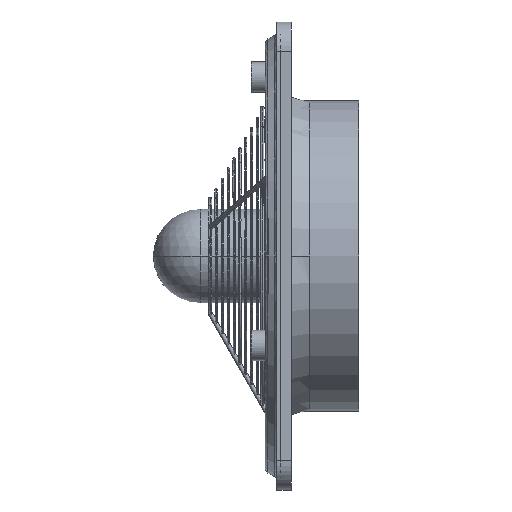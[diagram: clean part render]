
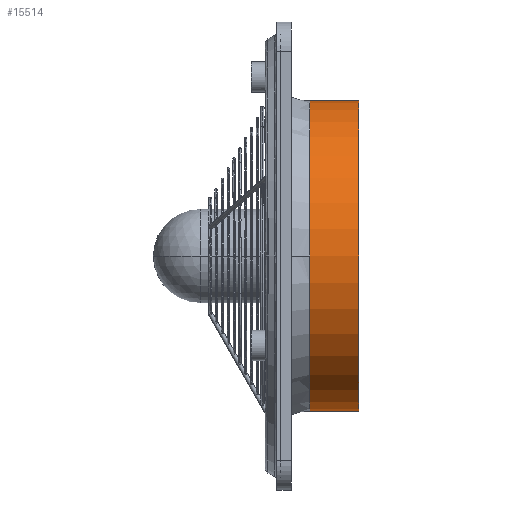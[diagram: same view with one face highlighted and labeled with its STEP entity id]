
A CAD part, front view. The second image highlights one B-rep face of the part: STEP entity #15514.
In plain terms, the highlighted cylindrical face has radius 132.5 mm (diameter 265 mm), a partial arc.
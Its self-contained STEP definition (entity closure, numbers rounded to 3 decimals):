
#176 = AXIS2_PLACEMENT_3D ( 'NONE', #20128, #5376, #5302 ) ;
#219 = CARTESIAN_POINT ( 'NONE',  ( 63.1, -85.561, 0. ) ) ;
#333 = VERTEX_POINT ( 'NONE', #21225 ) ;
#1138 = CARTESIAN_POINT ( 'NONE',  ( 63.1, -85.561, -132.5 ) ) ;
#1611 = CYLINDRICAL_SURFACE ( 'NONE', #16124, 132.5 ) ;
#2208 = AXIS2_PLACEMENT_3D ( 'NONE', #15004, #18080, #11485 ) ;
#4281 = CARTESIAN_POINT ( 'NONE',  ( 105.1, -85.561, 132.5 ) ) ;
#5215 = CARTESIAN_POINT ( 'NONE',  ( 63.1, -85.561, 132.5 ) ) ;
#5302 = DIRECTION ( 'NONE',  ( 0., -1., 0. ) ) ;
#5376 = DIRECTION ( 'NONE',  ( 1., 0., 0. ) ) ;
#7035 = ORIENTED_EDGE ( 'NONE', *, *, #16461, .T. ) ;
#7180 = ORIENTED_EDGE ( 'NONE', *, *, #13485, .T. ) ;
#7194 = VERTEX_POINT ( 'NONE', #1138 ) ;
#7516 = AXIS2_PLACEMENT_3D ( 'NONE', #219, #8386, #14523 ) ;
#8386 = DIRECTION ( 'NONE',  ( 1., 0., 0. ) ) ;
#8435 = CARTESIAN_POINT ( 'NONE',  ( 84.1, -85.561, 0. ) ) ;
#8936 = EDGE_LOOP ( 'NONE', ( #7035, #7180, #14130, #18954, #17403 ) ) ;
#9257 = VERTEX_POINT ( 'NONE', #4281 ) ;
#9404 = EDGE_CURVE ( 'NONE', #18894, #9257, #17443, .T. ) ;
#9779 = VERTEX_POINT ( 'NONE', #14067 ) ;
#9977 = EDGE_CURVE ( 'NONE', #7194, #333, #17121, .T. ) ;
#10045 = DIRECTION ( 'NONE',  ( 1., 0., 0. ) ) ;
#10349 = CARTESIAN_POINT ( 'NONE',  ( 84.1, -85.561, -132.5 ) ) ;
#10466 = CIRCLE ( 'NONE', #7516, 132.5 ) ;
#11211 = CARTESIAN_POINT ( 'NONE',  ( 84.1, -85.561, 132.5 ) ) ;
#11480 = DIRECTION ( 'NONE',  ( 0., 0., 1. ) ) ;
#11485 = DIRECTION ( 'NONE',  ( 0., 0., 1. ) ) ;
#11621 = CIRCLE ( 'NONE', #2208, 132.5 ) ;
#12099 = CIRCLE ( 'NONE', #176, 132.5 ) ;
#12161 = FACE_OUTER_BOUND ( 'NONE', #8936, .T. ) ;
#13485 = EDGE_CURVE ( 'NONE', #9779, #7194, #10466, .T. ) ;
#14067 = CARTESIAN_POINT ( 'NONE',  ( 63.1, -218.061, 0. ) ) ;
#14130 = ORIENTED_EDGE ( 'NONE', *, *, #9977, .T. ) ;
#14134 = VECTOR ( 'NONE', #16086, 1000. ) ;
#14523 = DIRECTION ( 'NONE',  ( 0., -1., 0. ) ) ;
#15004 = CARTESIAN_POINT ( 'NONE',  ( 105.1, -85.561, 0. ) ) ;
#15165 = DIRECTION ( 'NONE',  ( 1., 0., 0. ) ) ;
#15514 = ADVANCED_FACE ( 'NONE', ( #12161 ), #1611, .T. ) ;
#15919 = EDGE_CURVE ( 'NONE', #9257, #333, #11621, .T. ) ;
#16086 = DIRECTION ( 'NONE',  ( 1., 0., 0. ) ) ;
#16124 = AXIS2_PLACEMENT_3D ( 'NONE', #8435, #10045, #11480 ) ;
#16461 = EDGE_CURVE ( 'NONE', #18894, #9779, #12099, .T. ) ;
#17121 = LINE ( 'NONE', #10349, #21005 ) ;
#17403 = ORIENTED_EDGE ( 'NONE', *, *, #9404, .F. ) ;
#17443 = LINE ( 'NONE', #11211, #14134 ) ;
#18080 = DIRECTION ( 'NONE',  ( 1., 0., 0. ) ) ;
#18894 = VERTEX_POINT ( 'NONE', #5215 ) ;
#18954 = ORIENTED_EDGE ( 'NONE', *, *, #15919, .F. ) ;
#20128 = CARTESIAN_POINT ( 'NONE',  ( 63.1, -85.561, 0. ) ) ;
#21005 = VECTOR ( 'NONE', #15165, 1000. ) ;
#21225 = CARTESIAN_POINT ( 'NONE',  ( 105.1, -85.561, -132.5 ) ) ;
